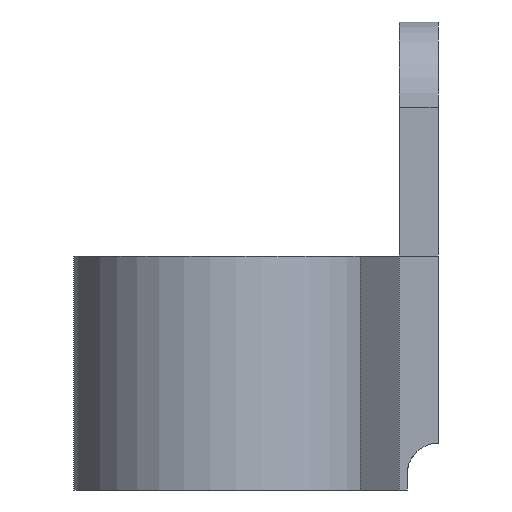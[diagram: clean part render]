
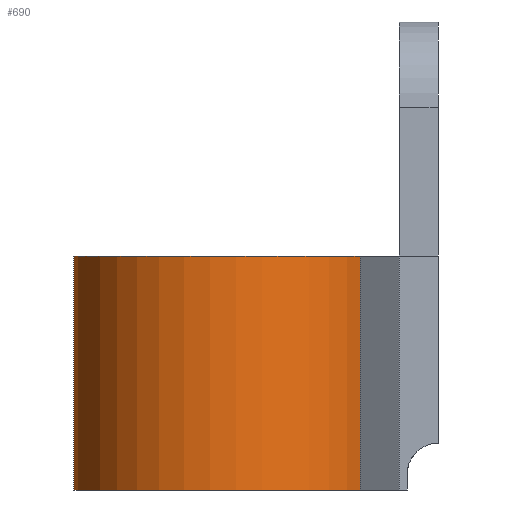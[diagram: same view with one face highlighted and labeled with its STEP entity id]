
A CAD part, left-side view. The second image highlights one B-rep face of the part: STEP entity #690.
In plain terms, the highlighted cylindrical face has radius 19.4 mm (diameter 38.8 mm), a partial arc.
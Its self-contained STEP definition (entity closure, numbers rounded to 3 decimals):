
#211 = VERTEX_POINT('',#212);
#212 = CARTESIAN_POINT('',(8.579,-10.4,-43.));
#218 = EDGE_CURVE('',#211,#219,#221,.T.);
#219 = VERTEX_POINT('',#220);
#220 = CARTESIAN_POINT('',(-8.579,-10.4,-43.));
#221 = CIRCLE('',#222,19.4);
#222 = AXIS2_PLACEMENT_3D('',#223,#224,#225);
#223 = CARTESIAN_POINT('',(0.,7.,-43.));
#224 = DIRECTION('',(0.,0.,1.));
#225 = DIRECTION('',(1.,0.,0.));
#673 = VERTEX_POINT('',#674);
#674 = CARTESIAN_POINT('',(-8.579,-10.4,-13.));
#680 = EDGE_CURVE('',#219,#673,#681,.T.);
#681 = LINE('',#682,#683);
#682 = CARTESIAN_POINT('',(-8.579,-10.4,-43.));
#683 = VECTOR('',#684,1.);
#684 = DIRECTION('',(0.,0.,1.));
#690 = ADVANCED_FACE('',(#691),#710,.T.);
#691 = FACE_BOUND('',#692,.F.);
#692 = EDGE_LOOP('',(#693,#701,#708,#709));
#693 = ORIENTED_EDGE('',*,*,#694,.T.);
#694 = EDGE_CURVE('',#211,#695,#697,.T.);
#695 = VERTEX_POINT('',#696);
#696 = CARTESIAN_POINT('',(8.579,-10.4,-13.));
#697 = LINE('',#698,#699);
#698 = CARTESIAN_POINT('',(8.579,-10.4,-43.));
#699 = VECTOR('',#700,1.);
#700 = DIRECTION('',(0.,0.,1.));
#701 = ORIENTED_EDGE('',*,*,#702,.T.);
#702 = EDGE_CURVE('',#695,#673,#703,.T.);
#703 = CIRCLE('',#704,19.4);
#704 = AXIS2_PLACEMENT_3D('',#705,#706,#707);
#705 = CARTESIAN_POINT('',(0.,7.,-13.));
#706 = DIRECTION('',(0.,0.,1.));
#707 = DIRECTION('',(1.,0.,0.));
#708 = ORIENTED_EDGE('',*,*,#680,.F.);
#709 = ORIENTED_EDGE('',*,*,#218,.F.);
#710 = CYLINDRICAL_SURFACE('',#711,19.4);
#711 = AXIS2_PLACEMENT_3D('',#712,#713,#714);
#712 = CARTESIAN_POINT('',(0.,7.,-43.));
#713 = DIRECTION('',(-0.,-0.,-1.));
#714 = DIRECTION('',(1.,0.,0.));
